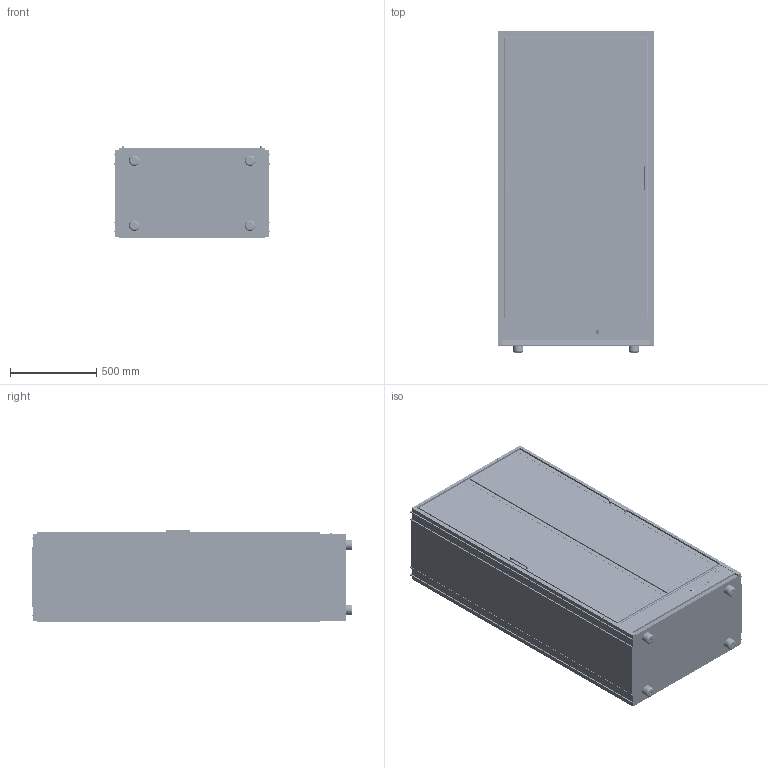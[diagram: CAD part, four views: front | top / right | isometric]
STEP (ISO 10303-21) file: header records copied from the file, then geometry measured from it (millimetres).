
FILE_DESCRIPTION (( 'STEP AP203' ), '1' );
FILE_NAME ('MD-M13___MP-M13.STEP', '2026-01-09T16:05:04', ( '' ), ( '' ), 'SwSTEP 2.0', 'SolidWorks 2021', '' );
FILE_SCHEMA (( 'CONFIG_CONTROL_DESIGN' ));
Length unit declared in the file: millimetre
Products named in the file (30): ISOLAMENTO POSTERIORE mod A; BOTTIGLIA ROSSO ETICHETTA; ANTA mod A; SPALLA INTERNA MODULO A; ASSIEME PIANO CON BOTTIGLIE con ETICHETTA; REGGIMENSOLA; BOTTIGLIA ROSSO TAPPO; TELAIO ANTA BATTENTE MODULO A; FASCIA INFERIORE FRONTALE PARETE ALLUMINIO; VETRO PORTA MOD. A PER RENDERING; STRUTTURA ALLUMINIO e POLIURETANO MODULO A; LED MODULO A CHIP; PIEDINO PLASTICA NERA D.  60 X 40 H; BOTTIGLIA ROSSO VETRO; TOP INTERNO MODULI A; FASCIA INFERIORE POSTERIORE PARETE MURALE ALLUMINIO; ASSIEME VAR13 INTERNO; INTERRUTTORE 0-1 (Z-CE-INTLB); TERMOREGOLATORE DIXELL XW 60 L X RENDERING ; LED MODULO A BASE; MD-M13___MP-M13; PIANO VETRO PM-VAR13; BASE ALLUMINIO ANODIZZATO; ASSIEME LED MODULO A; ASSIEME PANNELLO CENTRALE CON BOTTIGLIE; ASSIEME BOTTIGLIA con ETICHETTA; ASSIEME MODULO A ESTERNO_MURALE; TELAIO MOD. A PARTE PER RENDERING; MANIGLIA QUADRA A0A78128 - 135 X 12 X 20; PANNELLO CENTRALE ALLUMINIO PM-VAR13
Assembly tree (62 placements, depth 6):
  MD-M13___MP-M13
    ASSIEME VAR13 INTERNO
      BASE ALLUMINIO ANODIZZATO
      SPALLA INTERNA MODULO A  x2
      TOP INTERNO MODULI A
      ASSIEME PANNELLO CENTRALE CON BOTTIGLIE
        PANNELLO CENTRALE ALLUMINIO PM-VAR13
        ASSIEME PIANO CON BOTTIGLIE con ETICHETTA  x8
          PIANO VETRO PM-VAR13
          REGGIMENSOLA
          ASSIEME BOTTIGLIA con ETICHETTA
            BOTTIGLIA ROSSO VETRO
            BOTTIGLIA ROSSO TAPPO
            BOTTIGLIA ROSSO ETICHETTA
      ASSIEME LED MODULO A  x4
        LED MODULO A BASE
        LED MODULO A CHIP
    ASSIEME MODULO A ESTERNO_MURALE
      STRUTTURA ALLUMINIO e POLIURETANO MODULO A
      PIEDINO PLASTICA NERA D.  60 X 40 H  x4
      TELAIO MOD. A PARTE PER RENDERING
      FASCIA INFERIORE FRONTALE PARETE ALLUMINIO
      FASCIA INFERIORE POSTERIORE PARETE MURALE ALLUMINIO
      ISOLAMENTO POSTERIORE mod A
      ANTA mod A  x2
        TELAIO ANTA BATTENTE MODULO A
        VETRO PORTA MOD. A PER RENDERING
        MANIGLIA QUADRA A0A78128 - 135 X 12 X 20
      TERMOREGOLATORE DIXELL XW 60 L X RENDERING 
      INTERRUTTORE 0-1 (Z-CE-INTLB)
Bounding box: 900 x 1858 x 529 mm (x, y, z)
Volume: 370369389.4 mm3; surface area: 33117420.6 mm2
Topology: 455 solids, 455 shells, 15301 faces, 35070 edges, 22508 vertices
Faces by surface type: plane 7544, cylinder 3615, torus 2056, bspline 1822, cone 256, sphere 8
Entity records: 46343 total; most frequent: CARTESIAN_POINT 9828, ORIENTED_EDGE 6626, DIRECTION 6421, EDGE_CURVE 3313, LINE 2763, VECTOR 2763, VERTEX_POINT 2196, AXIS2_PLACEMENT_3D 1829
